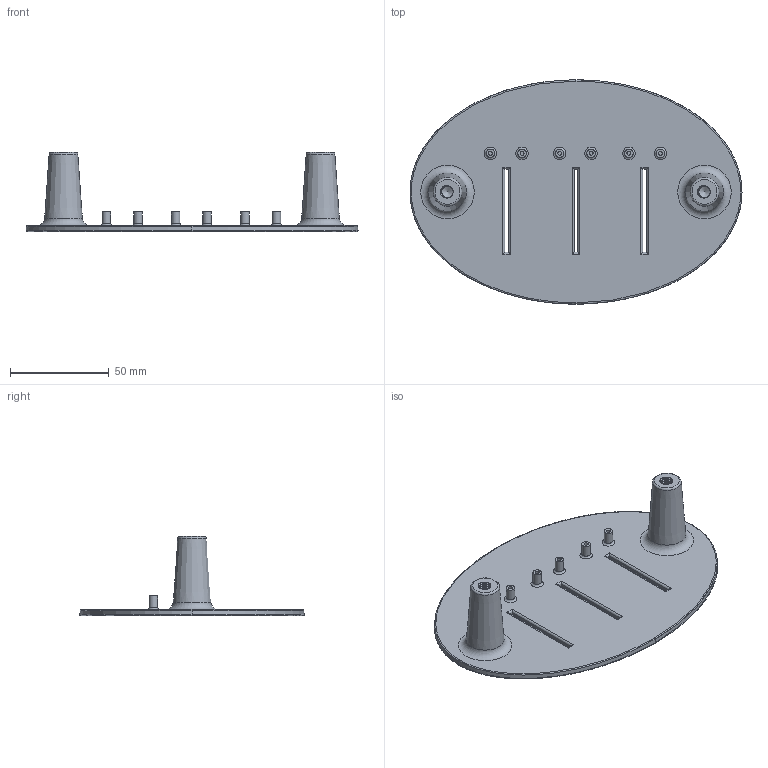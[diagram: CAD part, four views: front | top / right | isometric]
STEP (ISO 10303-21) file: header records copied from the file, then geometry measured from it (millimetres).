
FILE_DESCRIPTION(('FreeCAD Model'),'2;1');
FILE_NAME('Open CASCADE Shape Model','2025-03-05T14:06:49',(''),(''), 'Open CASCADE STEP processor 7.8','FreeCAD','Unknown');
FILE_SCHEMA(('AUTOMOTIVE_DESIGN { 1 0 10303 214 1 1 1 1 }'));
Length unit declared in the file: millimetre
Products named in the file (1): Body-oval-faders
Bounding box: 167.9 x 113.5 x 40 mm (x, y, z)
Volume: 60027.1 mm3; surface area: 36922.3 mm2
Topology: 1 solids, 1 shells, 252 faces, 512 edges, 276 vertices
Faces by surface type: bspline 132, cylinder 76, plane 30, torus 10, cone 4
Full cylindrical faces by diameter (mm): 2 x6, 4.3 x6, 5.85 x38
Entity records: 22088 total; most frequent: CARTESIAN_POINT 17893, ORIENTED_EDGE 1020, DIRECTION 516, EDGE_CURVE 510, B_SPLINE_CURVE_WITH_KNOTS 290, VERTEX_POINT 276, FACE_BOUND 274, EDGE_LOOP 274
